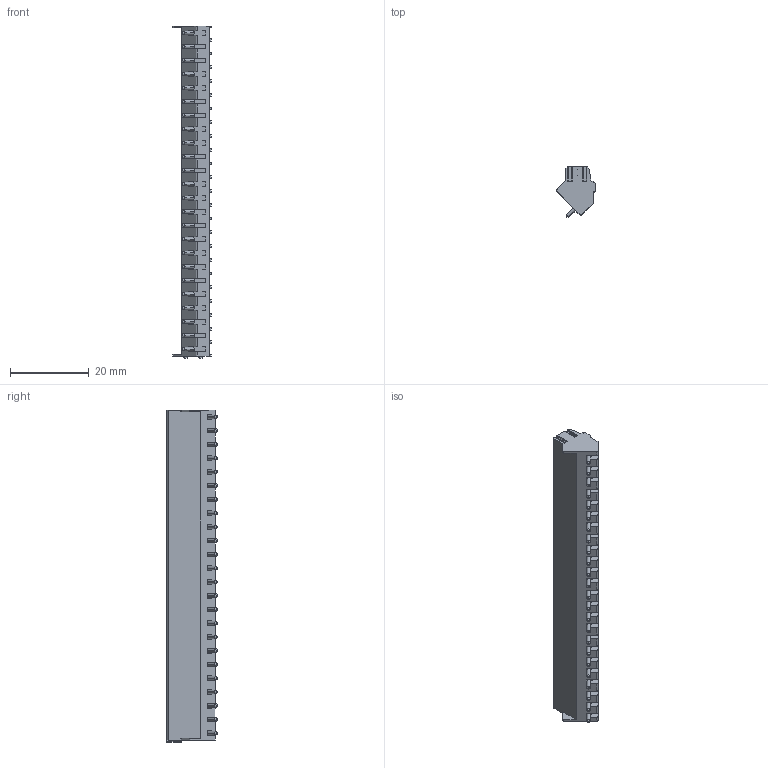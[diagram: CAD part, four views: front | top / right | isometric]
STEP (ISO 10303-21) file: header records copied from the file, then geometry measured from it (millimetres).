
FILE_DESCRIPTION((''),'2;1');
FILE_NAME('TL012A-XXP-XS','2025-04-06T',('sj'),(''),'PRO/ENGINEER BY PARAMETRIC TECHNOLOGY CORPORATION, 2013240','PRO/ENGINEER BY PARAMETRIC TECHNOLOGY CORPORATION, 2013240','');
FILE_SCHEMA(('AUTOMOTIVE_DESIGN_CC2 { 1 2 10303 214 -1 1 5 2 }'));
Length unit declared in the file: millimetre
Products named in the file (1): TL012A-XXP-XS
Bounding box: 9.81 x 12.83 x 84.5 mm (x, y, z)
Volume: 4895.8 mm3; surface area: 6013.1 mm2
Topology: 1 solids, 1 shells, 1564 faces, 4278 edges, 2788 vertices
Faces by surface type: plane 923, cylinder 449, cone 144, torus 48
Entity records: 50508 total; most frequent: CARTESIAN_POINT 10322, ORIENTED_EDGE 8556, DIRECTION 8304, EDGE_CURVE 4278, VECTOR 2804, LINE 2804, VERTEX_POINT 2788, AXIS2_PLACEMENT_3D 2750
